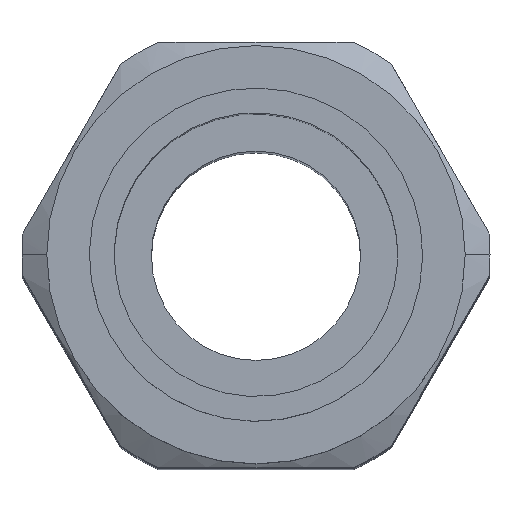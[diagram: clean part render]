
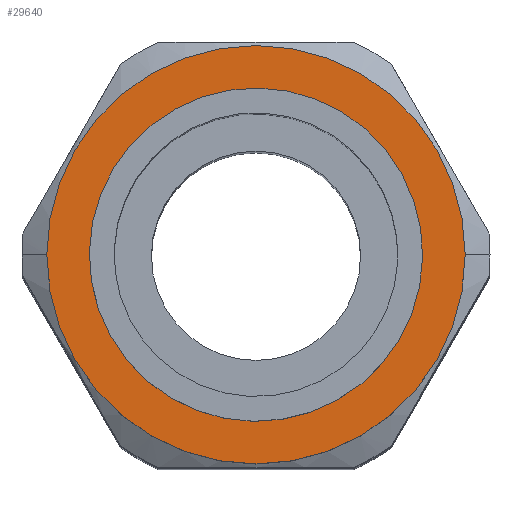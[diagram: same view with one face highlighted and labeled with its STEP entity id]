
A CAD part, top view. The second image highlights one B-rep face of the part: STEP entity #29640.
In plain terms, the highlighted planar face has unit normal (0, 0, 1).
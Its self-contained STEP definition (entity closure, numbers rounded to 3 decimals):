
#29050=CARTESIAN_POINT('',(10.199,-5.935,59.7));
#29060=VERTEX_POINT('',#29050);
#29180=CARTESIAN_POINT('',(-10.199,5.935,59.7));
#29190=VERTEX_POINT('',#29180);
#29220=CARTESIAN_POINT('',(0.,0.,
59.7));
#29230=DIRECTION('',(0.,0.,-1.));
#29240=DIRECTION('',(-0.864,0.503,
0.));
#29250=AXIS2_PLACEMENT_3D('',#29220,#29230,#29240);
#29260=CIRCLE('',#29250,11.8);
#29270=EDGE_CURVE('',#29060,#29190,#29260,.T.);
#29390=CARTESIAN_POINT('',(0.,0.,
59.7));
#29400=DIRECTION('',(0.,0.,-1.));
#29410=DIRECTION('',(-0.864,0.503,
0.));
#29420=AXIS2_PLACEMENT_3D('',#29390,#29400,#29410);
#29430=PLANE('',#29420);
#29440=CARTESIAN_POINT('',(0.,0.,
59.7));
#29450=DIRECTION('',(0.,0.,-1.));
#29460=DIRECTION('',(0.753,-0.658,
0.));
#29470=AXIS2_PLACEMENT_3D('',#29440,#29450,#29460);
#29480=CIRCLE('',#29470,9.4);
#29490=CARTESIAN_POINT('',(7.077,-6.186,59.7));
#29500=VERTEX_POINT('',#29490);
#29510=CARTESIAN_POINT('',(-7.077,6.186,59.7));
#29520=VERTEX_POINT('',#29510);
#29530=EDGE_CURVE('',#29500,#29520,#29480,.T.);
#29540=ORIENTED_EDGE('',*,*,#29530,.T.);
#29550=EDGE_CURVE('',#29520,#29500,#29480,.T.);
#29560=ORIENTED_EDGE('',*,*,#29550,.T.);
#29570=EDGE_LOOP('',(#29560,#29540));
#29580=FACE_BOUND('',#29570,.T.);
#29590=EDGE_CURVE('',#29190,#29060,#29260,.T.);
#29600=ORIENTED_EDGE('',*,*,#29590,.F.);
#29610=ORIENTED_EDGE('',*,*,#29270,.F.);
#29620=EDGE_LOOP('',(#29610,#29600));
#29630=FACE_OUTER_BOUND('',#29620,.T.);
#29640=ADVANCED_FACE('',(#29580,#29630),#29430,.F.);
